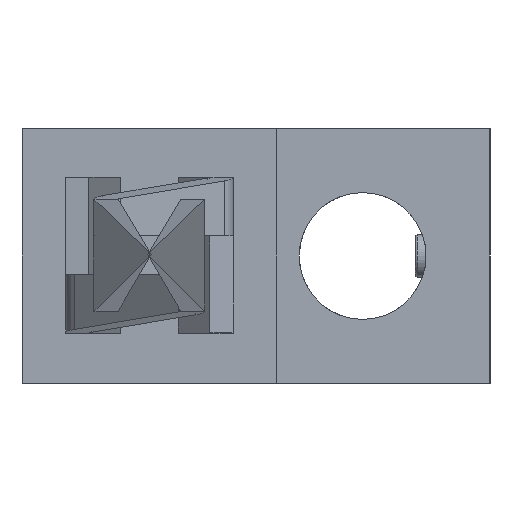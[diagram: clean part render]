
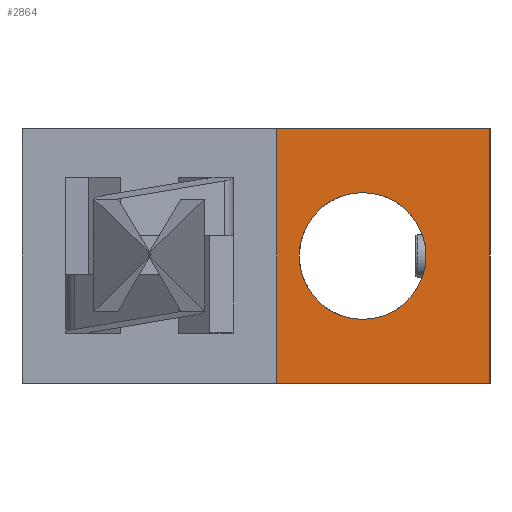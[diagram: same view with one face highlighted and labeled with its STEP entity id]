
A CAD part, left-side view. The second image highlights one B-rep face of the part: STEP entity #2864.
In plain terms, the highlighted planar face has unit normal (-1, 0, 0).
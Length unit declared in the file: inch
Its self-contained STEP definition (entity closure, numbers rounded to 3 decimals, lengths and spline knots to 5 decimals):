
#2738=CARTESIAN_POINT('',(-1.0,0.315,0.47175));
#2739=VERTEX_POINT('',#2738);
#2740=CARTESIAN_POINT('',(-1.0,0.315,0.315));
#2741=DIRECTION('',(1.0,0.0,0.0));
#2742=DIRECTION('',(0.0,0.0,1.0));
#2743=AXIS2_PLACEMENT_3D('',#2740,#2741,#2742);
#2744=CIRCLE('',#2743,0.15675);
#2745=EDGE_CURVE('',#2739,#2739,#2744,.T.);
#2805=CARTESIAN_POINT('',(-1.0,0.527,0.0));
#2806=VERTEX_POINT('',#2805);
#2813=CARTESIAN_POINT('',(-1.0,0.527,0.63));
#2814=VERTEX_POINT('',#2813);
#2815=CARTESIAN_POINT('',(-1.0,0.527,0.63));
#2816=DIRECTION('',(0.0,0.0,-1.0));
#2817=VECTOR('',#2816,0.63);
#2818=LINE('',#2815,#2817);
#2819=EDGE_CURVE('',#2814,#2806,#2818,.T.);
#2831=CARTESIAN_POINT('',(-1.0,0.527,0.63));
#2832=DIRECTION('',(-1.0,0.0,0.0));
#2833=DIRECTION('',(0.0,0.0,1.0));
#2834=AXIS2_PLACEMENT_3D('',#2831,#2832,#2833);
#2835=PLANE('',#2834);
#2836=CARTESIAN_POINT('',(-1.0,0.0,0.0));
#2837=VERTEX_POINT('',#2836);
#2838=CARTESIAN_POINT('',(-1.0,0.527,0.0));
#2839=DIRECTION('',(0.0,-1.0,0.0));
#2840=VECTOR('',#2839,0.527);
#2841=LINE('',#2838,#2840);
#2842=EDGE_CURVE('',#2806,#2837,#2841,.T.);
#2843=ORIENTED_EDGE('',*,*,#2842,.T.);
#2844=CARTESIAN_POINT('',(-1.0,0.0,0.63));
#2845=VERTEX_POINT('',#2844);
#2846=CARTESIAN_POINT('',(-1.0,0.0,0.63));
#2847=DIRECTION('',(0.0,0.0,-1.0));
#2848=VECTOR('',#2847,0.63);
#2849=LINE('',#2846,#2848);
#2850=EDGE_CURVE('',#2845,#2837,#2849,.T.);
#2851=ORIENTED_EDGE('',*,*,#2850,.F.);
#2852=CARTESIAN_POINT('',(-1.0,0.527,0.63));
#2853=DIRECTION('',(0.0,-1.0,0.0));
#2854=VECTOR('',#2853,0.527);
#2855=LINE('',#2852,#2854);
#2856=EDGE_CURVE('',#2814,#2845,#2855,.T.);
#2857=ORIENTED_EDGE('',*,*,#2856,.F.);
#2858=ORIENTED_EDGE('',*,*,#2819,.T.);
#2859=EDGE_LOOP('',(#2843,#2851,#2857,#2858));
#2860=FACE_OUTER_BOUND('',#2859,.T.);
#2861=ORIENTED_EDGE('',*,*,#2745,.T.);
#2862=EDGE_LOOP('',(#2861));
#2863=FACE_BOUND('',#2862,.T.);
#2864=ADVANCED_FACE('',(#2860,#2863),#2835,.T.);
